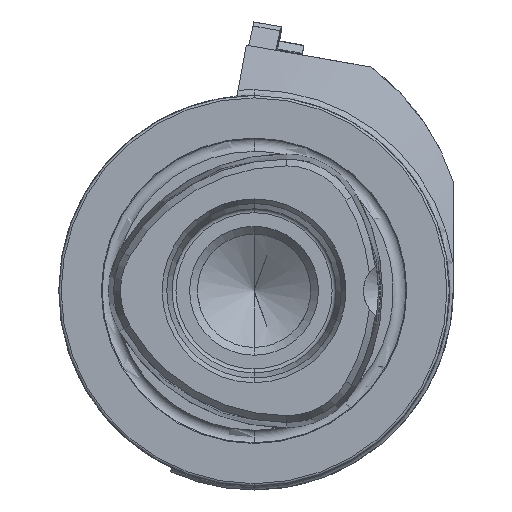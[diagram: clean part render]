
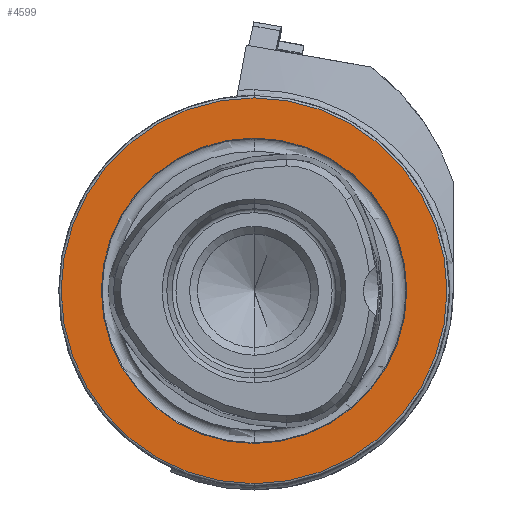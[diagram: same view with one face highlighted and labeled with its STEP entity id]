
A CAD part, left-side view. The second image highlights one B-rep face of the part: STEP entity #4599.
In plain terms, the highlighted planar face has unit normal (-1, 0, 0).
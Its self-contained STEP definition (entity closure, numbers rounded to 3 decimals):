
#38 = EDGE_LOOP ( 'NONE', ( #8149, #2132 ) ) ;
#730 = CIRCLE ( 'NONE', #5640, 24.7 ) ;
#944 = ORIENTED_EDGE ( 'NONE', *, *, #5592, .T. ) ;
#981 = AXIS2_PLACEMENT_3D ( 'NONE', #7374, #1715, #2324 ) ;
#1105 = CARTESIAN_POINT ( 'NONE',  ( 0., 0., 0. ) ) ;
#1715 = DIRECTION ( 'NONE',  ( -1., 0., 0. ) ) ;
#2001 = CARTESIAN_POINT ( 'NONE',  ( 0., 0., 19.55 ) ) ;
#2132 = ORIENTED_EDGE ( 'NONE', *, *, #6113, .F. ) ;
#2324 = DIRECTION ( 'NONE',  ( 0., 0., 1. ) ) ;
#2344 = EDGE_CURVE ( 'NONE', #4581, #5428, #7431, .T. ) ;
#2536 = CARTESIAN_POINT ( 'NONE',  ( 0., 0., -19.55 ) ) ;
#2810 = VERTEX_POINT ( 'NONE', #4695 ) ;
#3451 = DIRECTION ( 'NONE',  ( 0., 0., 1. ) ) ;
#3652 = FACE_OUTER_BOUND ( 'NONE', #4685, .T. ) ;
#4505 = CARTESIAN_POINT ( 'NONE',  ( 0., 0., 0. ) ) ;
#4581 = VERTEX_POINT ( 'NONE', #2001 ) ;
#4599 = ADVANCED_FACE ( 'NONE', ( #8367, #3652 ), #6664, .F. ) ;
#4685 = EDGE_LOOP ( 'NONE', ( #944, #6981 ) ) ;
#4695 = CARTESIAN_POINT ( 'NONE',  ( 0., 0., -24.7 ) ) ;
#4966 = DIRECTION ( 'NONE',  ( -1., 0., 0. ) ) ;
#4970 = CIRCLE ( 'NONE', #9749, 19.55 ) ;
#5277 = DIRECTION ( 'NONE',  ( 0., 0., -1. ) ) ;
#5428 = VERTEX_POINT ( 'NONE', #2536 ) ;
#5592 = EDGE_CURVE ( 'NONE', #7022, #2810, #730, .T. ) ;
#5640 = AXIS2_PLACEMENT_3D ( 'NONE', #4505, #9173, #3451 ) ;
#5970 = DIRECTION ( 'NONE',  ( 1., 0., 0. ) ) ;
#6113 = EDGE_CURVE ( 'NONE', #5428, #4581, #4970, .T. ) ;
#6627 = DIRECTION ( 'NONE',  ( 0., 0., 1. ) ) ;
#6664 = PLANE ( 'NONE',  #9193 ) ;
#6680 = AXIS2_PLACEMENT_3D ( 'NONE', #1105, #4966, #6627 ) ;
#6760 = CARTESIAN_POINT ( 'NONE',  ( 0., 0., 24.7 ) ) ;
#6761 = DIRECTION ( 'NONE',  ( -1., 0., 0. ) ) ;
#6887 = CARTESIAN_POINT ( 'NONE',  ( 0., 19.55, 0. ) ) ;
#6981 = ORIENTED_EDGE ( 'NONE', *, *, #7859, .T. ) ;
#7022 = VERTEX_POINT ( 'NONE', #6760 ) ;
#7374 = CARTESIAN_POINT ( 'NONE',  ( 0., 0., 0. ) ) ;
#7431 = CIRCLE ( 'NONE', #981, 19.55 ) ;
#7859 = EDGE_CURVE ( 'NONE', #2810, #7022, #10073, .T. ) ;
#8149 = ORIENTED_EDGE ( 'NONE', *, *, #2344, .F. ) ;
#8367 = FACE_BOUND ( 'NONE', #38, .T. ) ;
#9173 = DIRECTION ( 'NONE',  ( -1., 0., 0. ) ) ;
#9193 = AXIS2_PLACEMENT_3D ( 'NONE', #6887, #5970, #5277 ) ;
#9749 = AXIS2_PLACEMENT_3D ( 'NONE', #9938, #6761, #9991 ) ;
#9938 = CARTESIAN_POINT ( 'NONE',  ( 0., 0., 0. ) ) ;
#9991 = DIRECTION ( 'NONE',  ( 0., 0., 1. ) ) ;
#10073 = CIRCLE ( 'NONE', #6680, 24.7 ) ;
